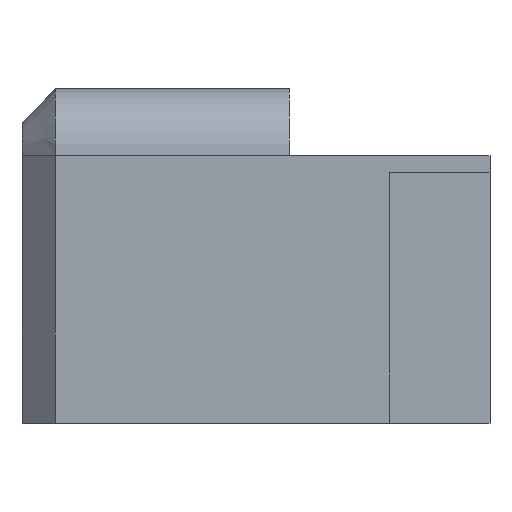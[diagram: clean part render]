
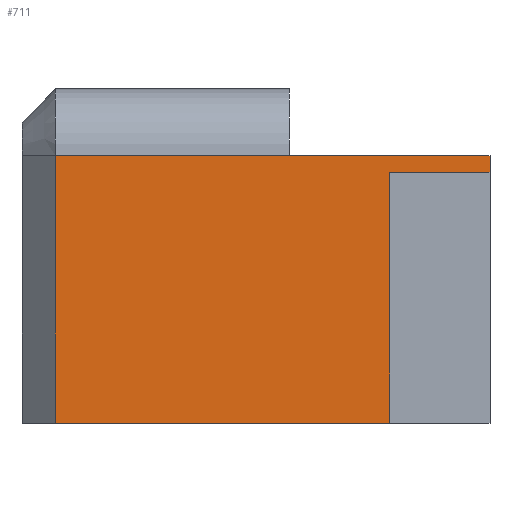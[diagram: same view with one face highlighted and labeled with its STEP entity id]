
A CAD part, left-side view. The second image highlights one B-rep face of the part: STEP entity #711.
In plain terms, the highlighted planar face has unit normal (-1, 0, 0).
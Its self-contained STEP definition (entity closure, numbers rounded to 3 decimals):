
#161=CARTESIAN_POINT('',(20.,22.2,-32.5));
#162=VERTEX_POINT('',#161);
#218=CARTESIAN_POINT('',(20.,22.2,-32.));
#219=VERTEX_POINT('',#218);
#226=CARTESIAN_POINT('',(20.,22.2,-32.5));
#227=DIRECTION('',(0.,0.,1.));
#228=VECTOR('',#227,0.5);
#229=LINE('',#226,#228);
#230=EDGE_CURVE('',#162,#219,#229,.T.);
#281=CARTESIAN_POINT('',(20.,35.2,-32.));
#282=VERTEX_POINT('',#281);
#290=CARTESIAN_POINT('',(20.,28.2,-32.));
#291=VERTEX_POINT('',#290);
#292=CARTESIAN_POINT('',(20.,28.2,-32.));
#293=DIRECTION('',(-0.,1.,-0.));
#294=VECTOR('',#293,7.);
#295=LINE('',#292,#294);
#296=EDGE_CURVE('',#291,#282,#295,.T.);
#490=CARTESIAN_POINT('',(20.,22.2,-32.));
#491=DIRECTION('',(-0.,1.,-0.));
#492=VECTOR('',#491,6.);
#493=LINE('',#490,#492);
#494=EDGE_CURVE('',#219,#291,#493,.T.);
#534=CARTESIAN_POINT('',(20.,35.2,-40.));
#535=VERTEX_POINT('',#534);
#544=CARTESIAN_POINT('',(20.,35.2,-32.));
#545=DIRECTION('',(0.,-0.,-1.));
#546=VECTOR('',#545,8.);
#547=LINE('',#544,#546);
#548=EDGE_CURVE('',#282,#535,#547,.T.);
#621=CARTESIAN_POINT('',(20.,25.2,-32.5));
#622=VERTEX_POINT('',#621);
#629=CARTESIAN_POINT('',(20.,25.2,-40.));
#630=VERTEX_POINT('',#629);
#631=CARTESIAN_POINT('',(20.,25.2,-32.5));
#632=DIRECTION('',(0.,-0.,-1.));
#633=VECTOR('',#632,7.5);
#634=LINE('',#631,#633);
#635=EDGE_CURVE('',#622,#630,#634,.T.);
#687=CARTESIAN_POINT('',(20.,36.2,-31.));
#688=DIRECTION('',(-1.,-0.,0.));
#689=DIRECTION('',(0.,-1.,0.));
#690=AXIS2_PLACEMENT_3D('',#687,#688,#689);
#691=PLANE('',#690);
#692=CARTESIAN_POINT('',(20.,25.2,-40.));
#693=DIRECTION('',(-0.,1.,0.));
#694=VECTOR('',#693,10.);
#695=LINE('',#692,#694);
#696=EDGE_CURVE('',#630,#535,#695,.T.);
#697=ORIENTED_EDGE('',*,*,#696,.F.);
#698=ORIENTED_EDGE('',*,*,#635,.F.);
#699=CARTESIAN_POINT('',(20.,25.2,-32.5));
#700=DIRECTION('',(0.,-1.,0.));
#701=VECTOR('',#700,3.);
#702=LINE('',#699,#701);
#703=EDGE_CURVE('',#622,#162,#702,.T.);
#704=ORIENTED_EDGE('',*,*,#703,.T.);
#705=ORIENTED_EDGE('',*,*,#230,.T.);
#706=ORIENTED_EDGE('',*,*,#494,.T.);
#707=ORIENTED_EDGE('',*,*,#296,.T.);
#708=ORIENTED_EDGE('',*,*,#548,.T.);
#709=EDGE_LOOP('',(#697,#698,#704,#705,#706,#707,#708));
#710=FACE_BOUND('',#709,.T.);
#711=ADVANCED_FACE('',(#710),#691,.T.);
